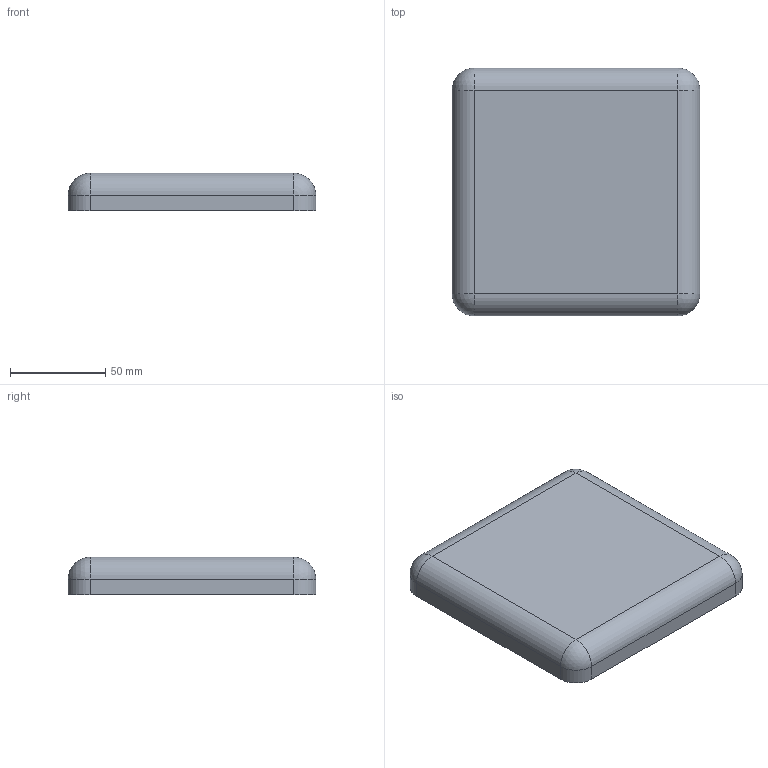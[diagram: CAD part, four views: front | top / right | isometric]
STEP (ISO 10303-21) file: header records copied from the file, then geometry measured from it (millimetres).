
FILE_DESCRIPTION (( 'STEP AP214' ), '1' );
FILE_NAME ('Äåòàëü2.STEP', '2021-02-23T08:24:00', ( '' ), ( '' ), 'SwSTEP 2.0', 'SolidWorks 2019', '' );
FILE_SCHEMA (( 'AUTOMOTIVE_DESIGN' ));
Length unit declared in the file: millimetre
Products named in the file (1): 櫻蠉錪2
Bounding box: 130 x 130 x 19.8 mm (x, y, z)
Volume: 39050.4 mm3; surface area: 49625.6 mm2
Topology: 1 solids, 1 shells, 91 faces, 236 edges, 144 vertices
Faces by surface type: plane 55, cylinder 28, sphere 8
Entity records: 2720 total; most frequent: DIRECTION 468, CARTESIAN_POINT 464, ORIENTED_EDGE 456, EDGE_CURVE 228, VECTOR 172, LINE 172, AXIS2_PLACEMENT_3D 148, VERTEX_POINT 144
